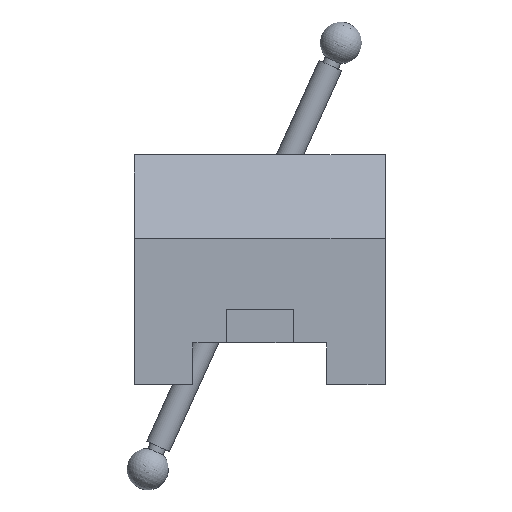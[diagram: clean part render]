
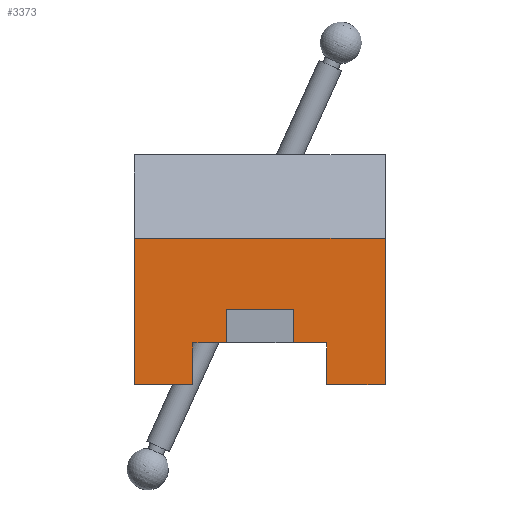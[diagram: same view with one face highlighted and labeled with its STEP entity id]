
A CAD part, left-side view. The second image highlights one B-rep face of the part: STEP entity #3373.
In plain terms, the highlighted planar face has unit normal (-1, 0, 0).
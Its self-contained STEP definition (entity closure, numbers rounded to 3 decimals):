
#88=PLANE('',#3613);
#171=FACE_OUTER_BOUND('',#365,.T.);
#365=EDGE_LOOP('',(#2399,#2400,#2401,#2402,#2403,#2404,#2405,#2406,#2407,
#2408,#2409,#2410));
#856=LINE('',#7605,#1088);
#859=LINE('',#7611,#1091);
#862=LINE('',#7616,#1094);
#865=LINE('',#7621,#1097);
#869=LINE('',#7629,#1101);
#872=LINE('',#7634,#1104);
#874=LINE('',#7638,#1106);
#875=LINE('',#7641,#1107);
#889=LINE('',#7670,#1121);
#896=LINE('',#7684,#1128);
#898=LINE('',#7687,#1130);
#899=LINE('',#7688,#1131);
#1088=VECTOR('',#3909,10.);
#1091=VECTOR('',#3914,10.);
#1094=VECTOR('',#3919,10.);
#1097=VECTOR('',#3924,10.);
#1101=VECTOR('',#3932,10.);
#1104=VECTOR('',#3937,10.);
#1106=VECTOR('',#3941,10.);
#1107=VECTOR('',#3944,10.);
#1121=VECTOR('',#3974,10.);
#1128=VECTOR('',#3983,10.);
#1130=VECTOR('',#3987,10.);
#1131=VECTOR('',#3988,10.);
#1351=VERTEX_POINT('',#7602);
#1352=VERTEX_POINT('',#7604);
#1353=VERTEX_POINT('',#7608);
#1354=VERTEX_POINT('',#7610);
#1355=VERTEX_POINT('',#7614);
#1358=VERTEX_POINT('',#7627);
#1359=VERTEX_POINT('',#7632);
#1360=VERTEX_POINT('',#7636);
#1361=VERTEX_POINT('',#7640);
#1368=VERTEX_POINT('',#7669);
#1373=VERTEX_POINT('',#7681);
#1374=VERTEX_POINT('',#7683);
#1727=EDGE_CURVE('',#1352,#1351,#856,.T.);
#1730=EDGE_CURVE('',#1354,#1353,#859,.T.);
#1733=EDGE_CURVE('',#1353,#1355,#862,.T.);
#1736=EDGE_CURVE('',#1355,#1352,#865,.T.);
#1740=EDGE_CURVE('',#1351,#1358,#869,.T.);
#1743=EDGE_CURVE('',#1358,#1359,#872,.T.);
#1745=EDGE_CURVE('',#1359,#1360,#874,.T.);
#1746=EDGE_CURVE('',#1354,#1361,#875,.T.);
#1761=EDGE_CURVE('',#1361,#1368,#889,.T.);
#1768=EDGE_CURVE('',#1373,#1374,#896,.T.);
#1770=EDGE_CURVE('',#1374,#1360,#898,.T.);
#1771=EDGE_CURVE('',#1368,#1373,#899,.T.);
#2399=ORIENTED_EDGE('',*,*,#1745,.T.);
#2400=ORIENTED_EDGE('',*,*,#1770,.F.);
#2401=ORIENTED_EDGE('',*,*,#1768,.F.);
#2402=ORIENTED_EDGE('',*,*,#1771,.F.);
#2403=ORIENTED_EDGE('',*,*,#1761,.F.);
#2404=ORIENTED_EDGE('',*,*,#1746,.F.);
#2405=ORIENTED_EDGE('',*,*,#1730,.T.);
#2406=ORIENTED_EDGE('',*,*,#1733,.T.);
#2407=ORIENTED_EDGE('',*,*,#1736,.T.);
#2408=ORIENTED_EDGE('',*,*,#1727,.T.);
#2409=ORIENTED_EDGE('',*,*,#1740,.T.);
#2410=ORIENTED_EDGE('',*,*,#1743,.T.);
#3373=ADVANCED_FACE('',(#171),#88,.T.);
#3613=AXIS2_PLACEMENT_3D('',#7686,#3985,#3986);
#3909=DIRECTION('',(0.,-1.,0.));
#3914=DIRECTION('',(0.,0.,1.));
#3919=DIRECTION('',(0.,-1.,0.));
#3924=DIRECTION('',(0.,0.,1.));
#3932=DIRECTION('',(0.,0.,-1.));
#3937=DIRECTION('',(0.,-1.,0.));
#3941=DIRECTION('',(0.,0.,-1.));
#3944=DIRECTION('',(0.,1.,0.));
#3974=DIRECTION('',(0.,0.,1.));
#3983=DIRECTION('',(0.,0.,-1.));
#3985=DIRECTION('center_axis',(-1.,0.,0.));
#3986=DIRECTION('ref_axis',(0.,0.,1.));
#3987=DIRECTION('',(0.,1.,0.));
#3988=DIRECTION('',(0.,-1.,0.));
#7602=CARTESIAN_POINT('',(0.,-8.,18.));
#7604=CARTESIAN_POINT('',(0.,8.,18.));
#7605=CARTESIAN_POINT('',(0.,-4.,18.));
#7608=CARTESIAN_POINT('',(0.,16.,10.));
#7610=CARTESIAN_POINT('',(0.,16.,0.));
#7611=CARTESIAN_POINT('',(0.,16.,5.));
#7614=CARTESIAN_POINT('',(0.,8.,10.));
#7616=CARTESIAN_POINT('',(0.,4.,10.));
#7621=CARTESIAN_POINT('',(0.,8.,9.));
#7627=CARTESIAN_POINT('',(0.,-8.,10.));
#7629=CARTESIAN_POINT('',(0.,-8.,5.));
#7632=CARTESIAN_POINT('',(0.,-16.,10.));
#7634=CARTESIAN_POINT('',(0.,-8.,10.));
#7636=CARTESIAN_POINT('',(0.,-16.,0.));
#7638=CARTESIAN_POINT('',(0.,-16.,0.));
#7640=CARTESIAN_POINT('',(0.,30.,0.));
#7641=CARTESIAN_POINT('',(0.,0.,0.));
#7669=CARTESIAN_POINT('',(0.,30.,35.));
#7670=CARTESIAN_POINT('',(0.,30.,35.));
#7681=CARTESIAN_POINT('',(0.,-30.,35.));
#7683=CARTESIAN_POINT('',(0.,-30.,0.));
#7684=CARTESIAN_POINT('',(0.,-30.,35.));
#7686=CARTESIAN_POINT('Origin',(0.,0.,0.));
#7687=CARTESIAN_POINT('',(0.,0.,0.));
#7688=CARTESIAN_POINT('',(0.,0.,35.));
